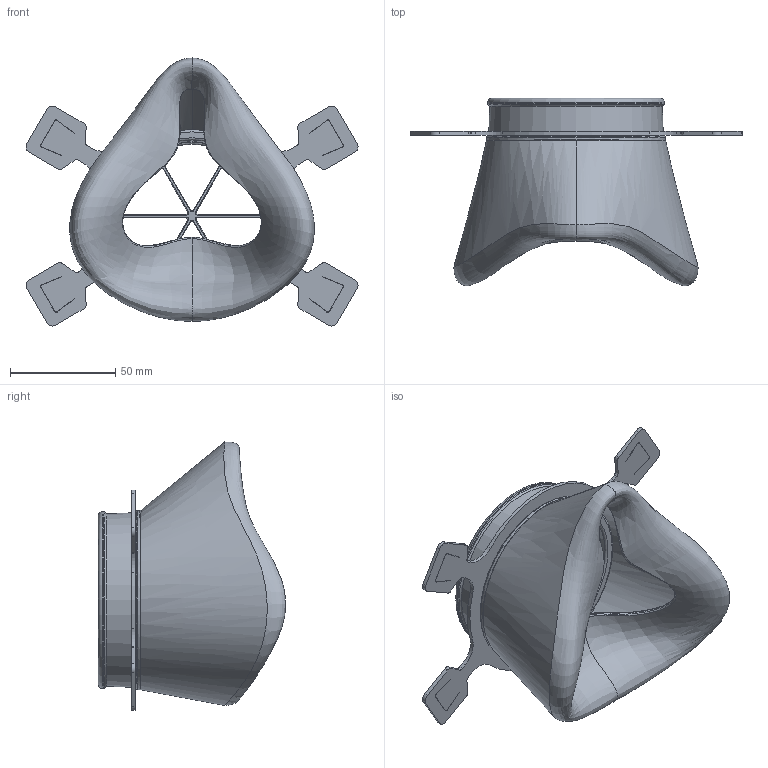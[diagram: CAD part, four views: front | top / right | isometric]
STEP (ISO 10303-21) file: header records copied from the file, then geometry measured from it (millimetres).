
FILE_DESCRIPTION(/* description */ (''),/* implementation_level */ '2;1');
FILE_NAME(/* name */ 'IM Mask 86R SRF v9.step',/* time_stamp */ '2020-03-23T00:43:11-04:00',/* author */ (''),/* organization */ (''),/* preprocessor_version */ 'ST-DEVELOPER v18',/* originating_system */ 'Autodesk Translation Framework v8.12.0.6',/* authorisation */ '');
FILE_SCHEMA (('AUTOMOTIVE_DESIGN { 1 0 10303 214 3 1 1 }'));
Length unit declared in the file: millimetre
Products named in the file (4): IM Mask 86R SRF; mask-od1 v3; Ring; Die Cut Strap Ring v6 v1
Assembly tree (3 placements, depth 2):
  IM Mask 86R SRF
    mask-od1 v3
    Ring
    Die Cut Strap Ring v6 v1
Bounding box: 157.47 x 88.86 x 127.18 mm (x, y, z)
Volume: 96083.3 mm3; surface area: 93459.5 mm2
Topology: 3 solids, 3 shells, 210 faces, 701 edges, 492 vertices
Faces by surface type: plane 79, cylinder 60, bspline 40, torus 23, cone 8
Full cylindrical faces by diameter (mm): 81.896 x1, 83.5 x1
Entity records: 44127 total; most frequent: CARTESIAN_POINT 38048, ORIENTED_EDGE 1402, DIRECTION 1092, EDGE_CURVE 701, VERTEX_POINT 492, AXIS2_PLACEMENT_3D 405, LINE 282, VECTOR 282
